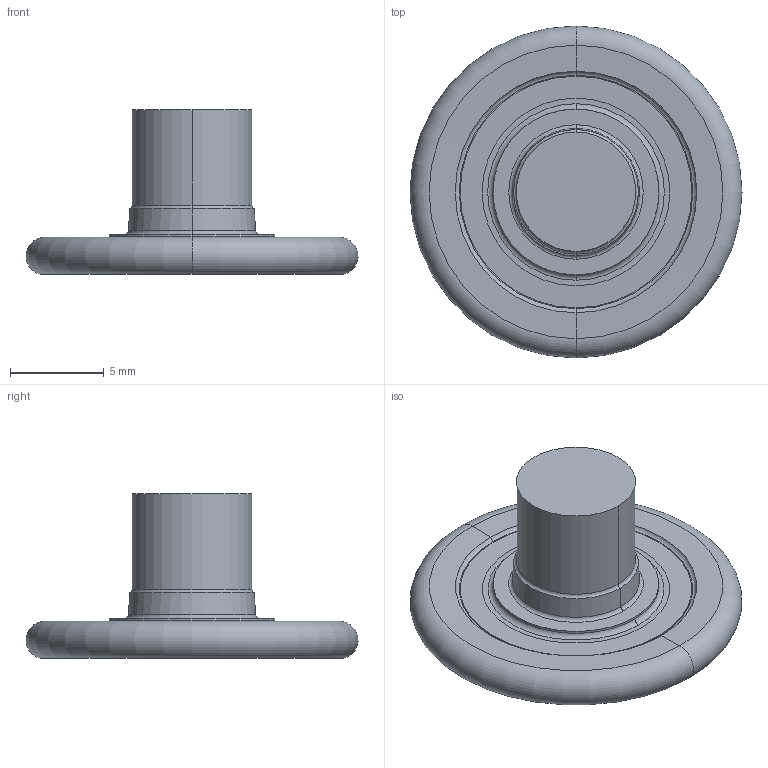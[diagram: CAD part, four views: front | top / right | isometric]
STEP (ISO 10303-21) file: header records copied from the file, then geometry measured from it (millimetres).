
FILE_DESCRIPTION((''),'2;1');
FILE_NAME('16T17720T6RP10','2015-11-23T',('thielmann'),(''),'PRO/ENGINEER BY PARAMETRIC TECHNOLOGY CORPORATION, 2011490','PRO/ENGINEER BY PARAMETRIC TECHNOLOGY CORPORATION, 2011490','');
FILE_SCHEMA(('AUTOMOTIVE_DESIGN { 1 2 10303 214 0 1 1 1 }'));
Length unit declared in the file: millimetre
Products named in the file (3): NOCUT; CUT; 16T17720T6RP10
Assembly tree (2 placements, depth 2):
  16T17720T6RP10
    NOCUT
    CUT
Bounding box: 17.7 x 17.7 x 8.79 mm (x, y, z)
Volume: 655.9 mm3; surface area: 802.3 mm2
Topology: 2 solids, 2 shells, 39 faces, 80 edges, 47 vertices
Faces by surface type: cone 16, torus 10, cylinder 6, plane 5, bspline 2
Entity records: 1526 total; most frequent: DIRECTION 234, CARTESIAN_POINT 211, ORIENTED_EDGE 152, AXIS2_PLACEMENT_3D 105, PRESENTATION_STYLE_ASSIGNMENT 85, STYLED_ITEM 85, CURVE_STYLE 83, EDGE_CURVE 76
